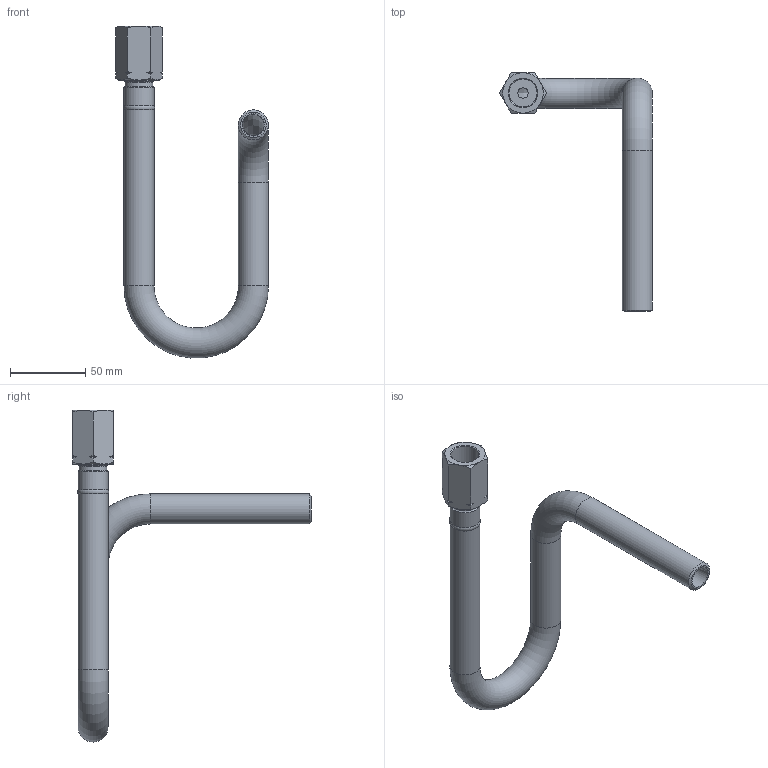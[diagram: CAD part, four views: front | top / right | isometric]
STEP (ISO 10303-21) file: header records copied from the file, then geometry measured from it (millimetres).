
FILE_DESCRIPTION( ( 'Unknown' ), '1' );
FILE_NAME( '1009204X.stp', 'Unknown', ( 'Peter Nanko' ), ( 'Armaturen Arndt' ), 'PSStep 14.0', 'Solid Edge ST4', ' ' );
FILE_SCHEMA( ( 'AUTOMOTIVE_DESIGN { 1 0 10303 214 1 1 1 1 }' ) );
Length unit declared in the file: millimetre
Products named in the file (1): 1008206X
Bounding box: 101.59 x 158.5 x 220.61 mm (x, y, z)
Volume: 89038.1 mm3; surface area: 59780.6 mm2
Topology: 1 solids, 1 shells, 51 faces, 119 edges, 75 vertices
Faces by surface type: cone 19, plane 13, cylinder 10, torus 7, bspline 2
Full cylindrical faces by diameter (mm): 7 x1, 14.7 x1, 18.4 x1, 18.631 x1, 20 x4, 20.955 x1, 21.2 x1
Entity records: 2986 total; most frequent: CARTESIAN_POINT 1590, DIRECTION 188, ORIENTED_EDGE 172, AXIS2_PLACEMENT_3D 88, EDGE_CURVE 86, EDGE_LOOP 84, FACE_OUTER_BOUND 70, VERTEX_POINT 68
